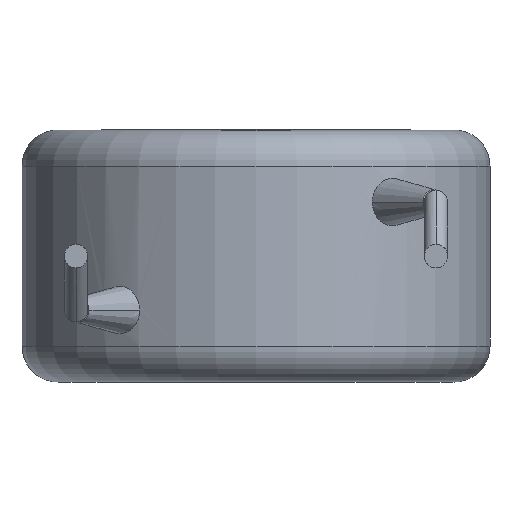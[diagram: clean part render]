
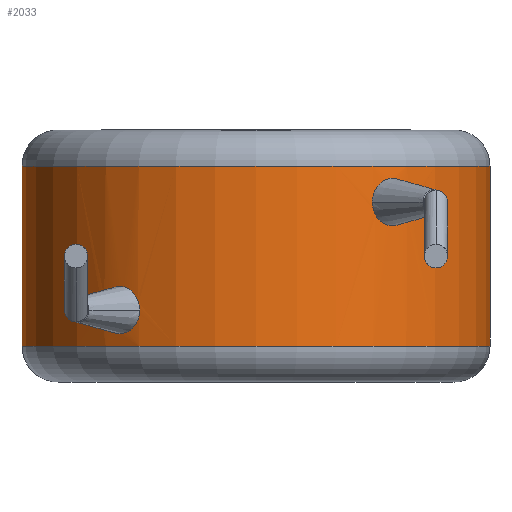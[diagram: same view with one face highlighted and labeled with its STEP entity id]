
A CAD part, front view. The second image highlights one B-rep face of the part: STEP entity #2033.
In plain terms, the highlighted cylindrical face has radius 6.5 mm (diameter 13 mm), a partial arc.
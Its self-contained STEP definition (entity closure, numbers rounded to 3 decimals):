
#58 = VERTEX_POINT ( 'NONE', #3515 ) ;
#92 = EDGE_CURVE ( 'NONE', #3414, #2667, #930, .T. ) ;
#127 = CARTESIAN_POINT ( 'NONE',  ( -3.717, -5.333, 2.659 ) ) ;
#135 = CARTESIAN_POINT ( 'NONE',  ( -4.206, -4.956, 1.593 ) ) ;
#141 = CARTESIAN_POINT ( 'NONE',  ( 6.5, 0., 7. ) ) ;
#169 = B_SPLINE_CURVE_WITH_KNOTS ( 'NONE', 3,
 ( #3733, #3706, #2421, #4080, #135, #2084, #2395, #3766, #2376, #1458, #1773, #4094, #1413, #2037 ),
 .UNSPECIFIED., .F., .F.,
 ( 4, 2, 2, 2, 2, 2, 4 ),
 ( 0.004, 0.004, 0.004, 0.005, 0.005, 0.005, 0.006 ),
 .UNSPECIFIED. ) ;
#186 = EDGE_LOOP ( 'NONE', ( #1908, #2487 ) ) ;
#330 = VERTEX_POINT ( 'NONE', #1400 ) ;
#401 = CARTESIAN_POINT ( 'NONE',  ( 3.648, -5.382, 4.341 ) ) ;
#433 = FACE_BOUND ( 'NONE', #3425, .T. ) ;
#436 = CARTESIAN_POINT ( 'NONE',  ( -3.646, -5.381, 2.642 ) ) ;
#446 = CARTESIAN_POINT ( 'NONE',  ( 4.112, -5.034, 5.527 ) ) ;
#532 = VERTEX_POINT ( 'NONE', #1267 ) ;
#555 = CARTESIAN_POINT ( 'NONE',  ( 0., 0., 6. ) ) ;
#610 = VECTOR ( 'NONE', #1971, 1000. ) ;
#618 = CARTESIAN_POINT ( 'NONE',  ( -6.5, 0., 7. ) ) ;
#731 = CARTESIAN_POINT ( 'NONE',  ( -3.93, -5.18, 2.659 ) ) ;
#799 = CARTESIAN_POINT ( 'NONE',  ( -4.065, -5.074, 2.588 ) ) ;
#880 = CARTESIAN_POINT ( 'NONE',  ( 0., 0., 1. ) ) ;
#910 = B_SPLINE_CURVE_WITH_KNOTS ( 'NONE', 3,
 ( #2358, #2410, #3753, #446, #2397, #2740, #1730, #3080, #4030, #3048, #1748, #2698 ),
 .UNSPECIFIED., .F., .F.,
 ( 4, 2, 2, 2, 2, 4 ),
 ( 0.002, 0.002, 0.003, 0.003, 0.003, 0.004 ),
 .UNSPECIFIED. ) ;
#930 = LINE ( 'NONE', #618, #610 ) ;
#1101 = CARTESIAN_POINT ( 'NONE',  ( -4.308, -4.867, 2. ) ) ;
#1146 = EDGE_CURVE ( 'NONE', #1364, #2882, #1752, .T. ) ;
#1219 = DIRECTION ( 'NONE',  ( 0., 0., 1. ) ) ;
#1267 = CARTESIAN_POINT ( 'NONE',  ( -4.308, -4.867, 2. ) ) ;
#1364 = VERTEX_POINT ( 'NONE', #3097 ) ;
#1371 = VECTOR ( 'NONE', #1466, 1000. ) ;
#1398 = CARTESIAN_POINT ( 'NONE',  ( 3.345, -5.573, 4.593 ) ) ;
#1400 = CARTESIAN_POINT ( 'NONE',  ( -3.229, -5.641, 2. ) ) ;
#1401 = EDGE_CURVE ( 'NONE', #58, #3739, #4069, .T. ) ;
#1413 = CARTESIAN_POINT ( 'NONE',  ( -3.229, -5.641, 1.827 ) ) ;
#1458 = CARTESIAN_POINT ( 'NONE',  ( -3.512, -5.47, 1.424 ) ) ;
#1463 = ORIENTED_EDGE ( 'NONE', *, *, #3542, .F. ) ;
#1466 = DIRECTION ( 'NONE',  ( 0., 0., -1. ) ) ;
#1515 = DIRECTION ( 'NONE',  ( -1., 0., 0. ) ) ;
#1554 = AXIS2_PLACEMENT_3D ( 'NONE', #4150, #3492, #1515 ) ;
#1600 = CARTESIAN_POINT ( 'NONE',  ( 4.308, -4.867, 5. ) ) ;
#1683 = CARTESIAN_POINT ( 'NONE',  ( 4.308, -4.867, 4.827 ) ) ;
#1698 = CARTESIAN_POINT ( 'NONE',  ( 4.308, -4.867, 5. ) ) ;
#1716 = CARTESIAN_POINT ( 'NONE',  ( 4.064, -5.074, 4.411 ) ) ;
#1730 = CARTESIAN_POINT ( 'NONE',  ( 3.859, -5.231, 5.659 ) ) ;
#1748 = CARTESIAN_POINT ( 'NONE',  ( 3.229, -5.641, 5.173 ) ) ;
#1752 = B_SPLINE_CURVE_WITH_KNOTS ( 'NONE', 3,
 ( #2304, #3324, #3913, #2699, #1398, #2651, #401, #3053, #1716, #3033, #1683, #1698 ),
 .UNSPECIFIED., .F., .F.,
 ( 4, 2, 2, 2, 2, 4 ),
 ( 0.004, 0.004, 0.004, 0.005, 0.005, 0.006 ),
 .UNSPECIFIED. ) ;
#1753 = CARTESIAN_POINT ( 'NONE',  ( -3.229, -5.641, 2. ) ) ;
#1773 = CARTESIAN_POINT ( 'NONE',  ( -3.45, -5.509, 1.472 ) ) ;
#1849 = EDGE_CURVE ( 'NONE', #2882, #1364, #910, .T. ) ;
#1908 = ORIENTED_EDGE ( 'NONE', *, *, #1849, .F. ) ;
#1971 = DIRECTION ( 'NONE',  ( 0., 0., -1. ) ) ;
#2033 = ADVANCED_FACE ( 'NONE', ( #3686, #433, #3486 ), #2082, .T. ) ;
#2037 = CARTESIAN_POINT ( 'NONE',  ( -3.229, -5.641, 2. ) ) ;
#2070 = CIRCLE ( 'NONE', #3713, 6.5 ) ;
#2082 = CYLINDRICAL_SURFACE ( 'NONE', #1554, 6.5 ) ;
#2084 = CARTESIAN_POINT ( 'NONE',  ( -4.064, -5.074, 1.411 ) ) ;
#2088 = EDGE_CURVE ( 'NONE', #2667, #3739, #3161, .T. ) ;
#2089 = CARTESIAN_POINT ( 'NONE',  ( -3.229, -5.641, 2.173 ) ) ;
#2304 = CARTESIAN_POINT ( 'NONE',  ( 3.229, -5.641, 5. ) ) ;
#2358 = CARTESIAN_POINT ( 'NONE',  ( 4.308, -4.867, 5. ) ) ;
#2376 = CARTESIAN_POINT ( 'NONE',  ( -3.646, -5.381, 1.358 ) ) ;
#2395 = CARTESIAN_POINT ( 'NONE',  ( -3.928, -5.181, 1.341 ) ) ;
#2397 = CARTESIAN_POINT ( 'NONE',  ( 4.055, -5.081, 5.576 ) ) ;
#2410 = CARTESIAN_POINT ( 'NONE',  ( 4.308, -4.867, 5.173 ) ) ;
#2421 = CARTESIAN_POINT ( 'NONE',  ( -4.295, -4.879, 1.827 ) ) ;
#2429 = CARTESIAN_POINT ( 'NONE',  ( -6.5, 0., 1. ) ) ;
#2487 = ORIENTED_EDGE ( 'NONE', *, *, #1146, .F. ) ;
#2540 = ORIENTED_EDGE ( 'NONE', *, *, #2901, .T. ) ;
#2635 = EDGE_CURVE ( 'NONE', #330, #532, #3444, .T. ) ;
#2651 = CARTESIAN_POINT ( 'NONE',  ( 3.503, -5.477, 4.411 ) ) ;
#2667 = VERTEX_POINT ( 'NONE', #2429 ) ;
#2698 = CARTESIAN_POINT ( 'NONE',  ( 3.229, -5.641, 5. ) ) ;
#2699 = CARTESIAN_POINT ( 'NONE',  ( 3.303, -5.599, 4.666 ) ) ;
#2727 = AXIS2_PLACEMENT_3D ( 'NONE', #880, #1219, #2867 ) ;
#2738 = ORIENTED_EDGE ( 'NONE', *, *, #92, .T. ) ;
#2740 = CARTESIAN_POINT ( 'NONE',  ( 3.928, -5.179, 5.642 ) ) ;
#2831 = DIRECTION ( 'NONE',  ( 0., 0., -1. ) ) ;
#2846 = DIRECTION ( 'NONE',  ( 1., 0., 0. ) ) ;
#2867 = DIRECTION ( 'NONE',  ( 1., 0., 0. ) ) ;
#2882 = VERTEX_POINT ( 'NONE', #1600 ) ;
#2901 = EDGE_CURVE ( 'NONE', #58, #3414, #2070, .T. ) ;
#2990 = ORIENTED_EDGE ( 'NONE', *, *, #1401, .F. ) ;
#3033 = CARTESIAN_POINT ( 'NONE',  ( 4.255, -4.915, 4.656 ) ) ;
#3039 = EDGE_LOOP ( 'NONE', ( #2990, #2540, #2738, #3798 ) ) ;
#3048 = CARTESIAN_POINT ( 'NONE',  ( 3.292, -5.606, 5.345 ) ) ;
#3053 = CARTESIAN_POINT ( 'NONE',  ( 3.929, -5.181, 4.341 ) ) ;
#3073 = CARTESIAN_POINT ( 'NONE',  ( -3.292, -5.606, 2.345 ) ) ;
#3080 = CARTESIAN_POINT ( 'NONE',  ( 3.646, -5.384, 5.659 ) ) ;
#3097 = CARTESIAN_POINT ( 'NONE',  ( 3.229, -5.641, 5. ) ) ;
#3161 = CIRCLE ( 'NONE', #2727, 6.5 ) ;
#3324 = CARTESIAN_POINT ( 'NONE',  ( 3.229, -5.641, 4.914 ) ) ;
#3397 = CARTESIAN_POINT ( 'NONE',  ( -3.512, -5.47, 2.576 ) ) ;
#3414 = VERTEX_POINT ( 'NONE', #3922 ) ;
#3425 = EDGE_LOOP ( 'NONE', ( #3519, #1463 ) ) ;
#3444 = B_SPLINE_CURVE_WITH_KNOTS ( 'NONE', 3,
 ( #1753, #2089, #3073, #3712, #3397, #436, #127, #731, #799, #4086, #4072, #1101 ),
 .UNSPECIFIED., .F., .F.,
 ( 4, 2, 2, 2, 2, 4 ),
 ( 0.002, 0.002, 0.002, 0.003, 0.003, 0.004 ),
 .UNSPECIFIED. ) ;
#3486 = FACE_BOUND ( 'NONE', #186, .T. ) ;
#3492 = DIRECTION ( 'NONE',  ( 0., 0., -1. ) ) ;
#3507 = CARTESIAN_POINT ( 'NONE',  ( 6.5, 0., 1. ) ) ;
#3515 = CARTESIAN_POINT ( 'NONE',  ( 6.5, 0., 6. ) ) ;
#3519 = ORIENTED_EDGE ( 'NONE', *, *, #2635, .F. ) ;
#3542 = EDGE_CURVE ( 'NONE', #532, #330, #169, .T. ) ;
#3686 = FACE_OUTER_BOUND ( 'NONE', #3039, .T. ) ;
#3706 = CARTESIAN_POINT ( 'NONE',  ( -4.308, -4.867, 1.914 ) ) ;
#3712 = CARTESIAN_POINT ( 'NONE',  ( -3.45, -5.509, 2.527 ) ) ;
#3713 = AXIS2_PLACEMENT_3D ( 'NONE', #555, #2831, #2846 ) ;
#3733 = CARTESIAN_POINT ( 'NONE',  ( -4.308, -4.867, 2. ) ) ;
#3739 = VERTEX_POINT ( 'NONE', #3507 ) ;
#3753 = CARTESIAN_POINT ( 'NONE',  ( 4.254, -4.916, 5.345 ) ) ;
#3766 = CARTESIAN_POINT ( 'NONE',  ( -3.718, -5.332, 1.341 ) ) ;
#3798 = ORIENTED_EDGE ( 'NONE', *, *, #2088, .T. ) ;
#3913 = CARTESIAN_POINT ( 'NONE',  ( 3.244, -5.633, 4.826 ) ) ;
#3922 = CARTESIAN_POINT ( 'NONE',  ( -6.5, 0., 6. ) ) ;
#4030 = CARTESIAN_POINT ( 'NONE',  ( 3.502, -5.477, 5.588 ) ) ;
#4069 = LINE ( 'NONE', #141, #1371 ) ;
#4072 = CARTESIAN_POINT ( 'NONE',  ( -4.308, -4.867, 2.173 ) ) ;
#4080 = CARTESIAN_POINT ( 'NONE',  ( -4.244, -4.923, 1.667 ) ) ;
#4086 = CARTESIAN_POINT ( 'NONE',  ( -4.254, -4.916, 2.345 ) ) ;
#4094 = CARTESIAN_POINT ( 'NONE',  ( -3.291, -5.606, 1.656 ) ) ;
#4150 = CARTESIAN_POINT ( 'NONE',  ( 0., 0., 7. ) ) ;
